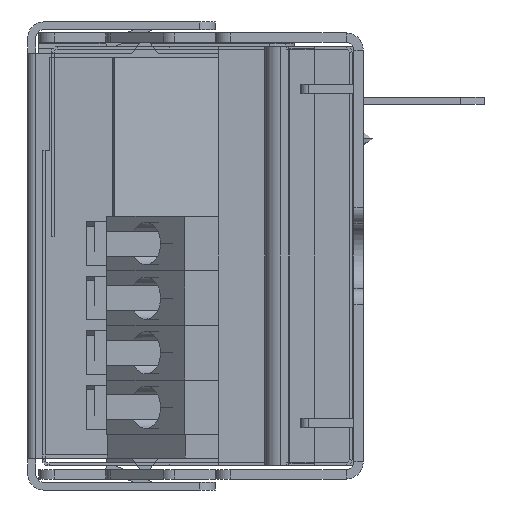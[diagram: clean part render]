
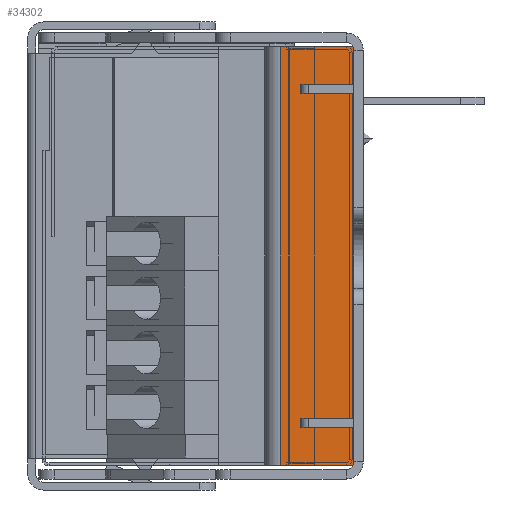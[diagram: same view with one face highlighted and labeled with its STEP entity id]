
A CAD part, left-side view. The second image highlights one B-rep face of the part: STEP entity #34302.
In plain terms, the highlighted planar face has unit normal (-1, 0.018, 0).
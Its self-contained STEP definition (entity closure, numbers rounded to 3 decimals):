
#33927=DIRECTION('',(-0.017,-1.,0.));
#33928=VECTOR('',#33927,4.718);
#33929=CARTESIAN_POINT('',(-1.418,4.717,-13.4));
#33930=LINE('',#33929,#33928);
#34008=DIRECTION('',(-0.017,-1.,0.));
#34009=VECTOR('',#34008,4.718);
#34010=CARTESIAN_POINT('',(-1.418,4.717,13.4));
#34011=LINE('',#34010,#34009);
#34048=DIRECTION('',(0.,0.,1.));
#34049=VECTOR('',#34048,26.8);
#34050=CARTESIAN_POINT('',(-1.5,0.,-13.4));
#34051=LINE('',#34050,#34049);
#34052=DIRECTION('',(0.,0.,1.));
#34053=VECTOR('',#34052,26.8);
#34054=CARTESIAN_POINT('',(-1.418,4.717,-13.4));
#34055=LINE('',#34054,#34053);
#34088=CARTESIAN_POINT('',(-1.5,0.,-13.4));
#34089=VERTEX_POINT('',#34088);
#34090=CARTESIAN_POINT('',(-1.5,0.,13.4));
#34091=VERTEX_POINT('',#34090);
#34093=CARTESIAN_POINT('',(-1.418,4.717,13.4));
#34095=VERTEX_POINT('',#34093);
#34096=CARTESIAN_POINT('',(-1.418,4.717,-13.4));
#34097=VERTEX_POINT('',#34096);
#34291=CARTESIAN_POINT('',(-1.5,0.,-13.746));
#34292=DIRECTION('',(-1.,0.017,0.));
#34293=DIRECTION('',(0.,0.,-1.));
#34294=AXIS2_PLACEMENT_3D('',#34291,#34292,#34293);
#34295=PLANE('',#34294);
#34296=ORIENTED_EDGE('',*,*,#34137,.T.);
#34297=ORIENTED_EDGE('',*,*,#34169,.T.);
#34298=ORIENTED_EDGE('',*,*,#34283,.F.);
#34299=ORIENTED_EDGE('',*,*,#34107,.F.);
#34300=EDGE_LOOP('',(#34296,#34297,#34298,#34299));
#34301=FACE_OUTER_BOUND('',#34300,.F.);
#34302=ADVANCED_FACE('',(#34301),#34295,.T.);
#34107=EDGE_CURVE('',#34097,#34089,#33930,.T.);
#34137=EDGE_CURVE('',#34097,#34095,#34055,.T.);
#34169=EDGE_CURVE('',#34095,#34091,#34011,.T.);
#34283=EDGE_CURVE('',#34089,#34091,#34051,.T.);
